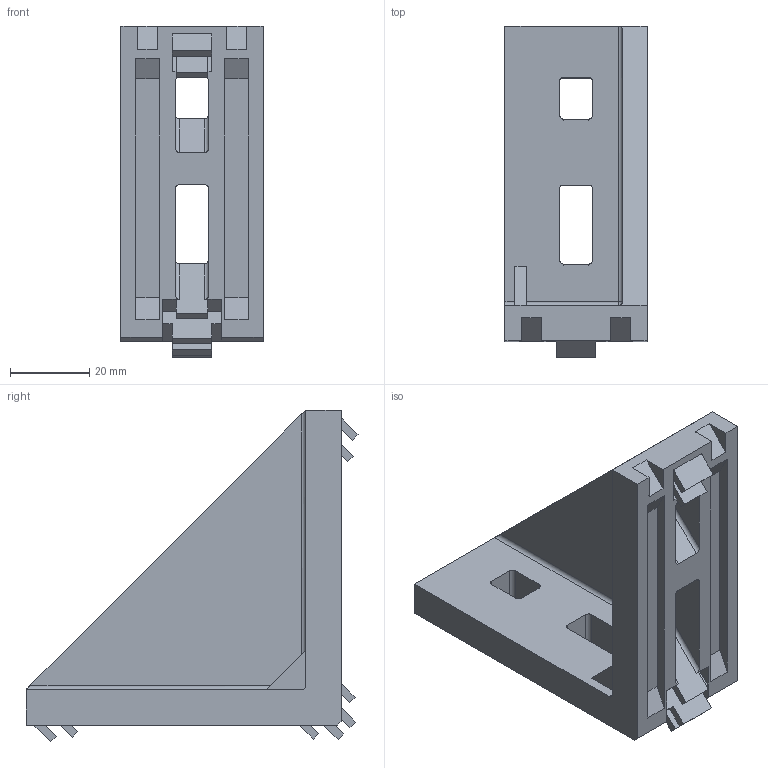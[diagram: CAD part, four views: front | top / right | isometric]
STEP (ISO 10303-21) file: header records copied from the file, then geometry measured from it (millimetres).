
FILE_DESCRIPTION (( 'STEP AP214' ), '1' );
FILE_NAME ('SNSD.30.51.69. Óãëîâîé àëþìèíèåâûé ñîåäèíèòåëü 40õ80, ïàç 10(A11).STEP', '2014-12-10T07:50:59', ( 'XTreme.ws' ), ( 'XTreme.ws' ), 'SwSTEP 2.0', 'SolidWorks 2014', '' );
FILE_SCHEMA (( 'AUTOMOTIVE_DESIGN' ));
Length unit declared in the file: millimetre
Products named in the file (1): SNSD.30.51.69. Óãëîâîé àëþìèíèåâûé ñîåäèíèòåëü 40õ80, ïàç 10(A11)
Bounding box: 36 x 84.04 x 84.04 mm (x, y, z)
Volume: 54126.3 mm3; surface area: 22354.1 mm2
Topology: 2 solids, 2 shells, 142 faces, 385 edges, 251 vertices
Faces by surface type: plane 121, cylinder 20, sphere 1
Entity records: 4429 total; most frequent: CARTESIAN_POINT 832, ORIENTED_EDGE 768, DIRECTION 674, EDGE_CURVE 384, LINE 344, VECTOR 344, VERTEX_POINT 251, AXIS2_PLACEMENT_3D 165
